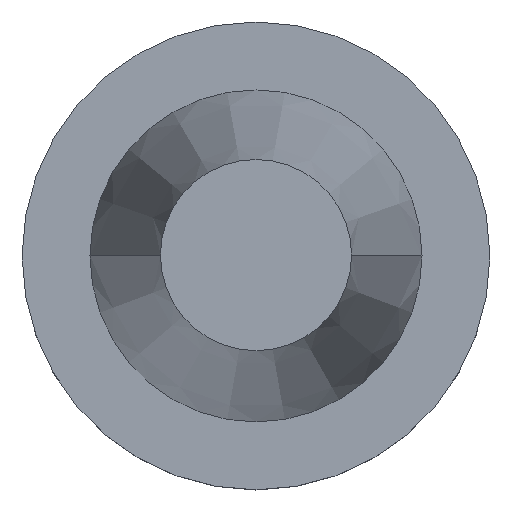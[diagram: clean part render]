
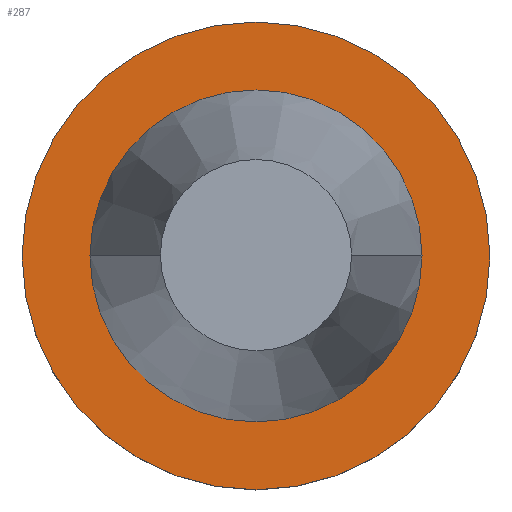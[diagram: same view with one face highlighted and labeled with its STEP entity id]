
A CAD part, top view. The second image highlights one B-rep face of the part: STEP entity #287.
In plain terms, the highlighted planar face has unit normal (0, 0, 1).
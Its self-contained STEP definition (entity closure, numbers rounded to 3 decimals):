
#1 = FACE_BOUND ( 'NONE', #823, .T. ) ;
#8 = CARTESIAN_POINT ( 'NONE',  ( 49.215, 0., -1.5 ) ) ;
#16 = AXIS2_PLACEMENT_3D ( 'NONE', #386, #618, #224 ) ;
#74 = EDGE_CURVE ( 'NONE', #445, #583, #131, .T. ) ;
#85 = CARTESIAN_POINT ( 'NONE',  ( 34.925, 0., -1.5 ) ) ;
#113 = CARTESIAN_POINT ( 'NONE',  ( 0., 0., -1.5 ) ) ;
#120 = DIRECTION ( 'NONE',  ( 0., 0., 1. ) ) ;
#130 = ORIENTED_EDGE ( 'NONE', *, *, #139, .T. ) ;
#131 = CIRCLE ( 'NONE', #595, 49.215 ) ;
#139 = EDGE_CURVE ( 'NONE', #583, #445, #258, .T. ) ;
#150 = AXIS2_PLACEMENT_3D ( 'NONE', #113, #120, #354 ) ;
#224 = DIRECTION ( 'NONE',  ( -1., 0., 0. ) ) ;
#255 = ORIENTED_EDGE ( 'NONE', *, *, #74, .T. ) ;
#258 = CIRCLE ( 'NONE', #835, 49.215 ) ;
#260 = CARTESIAN_POINT ( 'NONE',  ( -49.215, 0., -1.5 ) ) ;
#287 = ADVANCED_FACE ( 'NONE', ( #1, #293 ), #1006, .F. ) ;
#293 = FACE_OUTER_BOUND ( 'NONE', #941, .T. ) ;
#349 = DIRECTION ( 'NONE',  ( 0., 0., 1. ) ) ;
#354 = DIRECTION ( 'NONE',  ( 1., 0., 0. ) ) ;
#386 = CARTESIAN_POINT ( 'NONE',  ( 0., 49.215, -1.5 ) ) ;
#445 = VERTEX_POINT ( 'NONE', #8 ) ;
#494 = CIRCLE ( 'NONE', #150, 34.925 ) ;
#498 = ORIENTED_EDGE ( 'NONE', *, *, #580, .F. ) ;
#520 = ORIENTED_EDGE ( 'NONE', *, *, #656, .F. ) ;
#555 = DIRECTION ( 'NONE',  ( 1., 0., 0. ) ) ;
#559 = VERTEX_POINT ( 'NONE', #979 ) ;
#564 = AXIS2_PLACEMENT_3D ( 'NONE', #775, #769, #847 ) ;
#580 = EDGE_CURVE ( 'NONE', #794, #559, #494, .T. ) ;
#583 = VERTEX_POINT ( 'NONE', #260 ) ;
#595 = AXIS2_PLACEMENT_3D ( 'NONE', #718, #792, #555 ) ;
#618 = DIRECTION ( 'NONE',  ( 0., 0., -1. ) ) ;
#656 = EDGE_CURVE ( 'NONE', #559, #794, #679, .T. ) ;
#660 = DIRECTION ( 'NONE',  ( 1., 0., 0. ) ) ;
#679 = CIRCLE ( 'NONE', #564, 34.925 ) ;
#718 = CARTESIAN_POINT ( 'NONE',  ( 0., 0., -1.5 ) ) ;
#737 = CARTESIAN_POINT ( 'NONE',  ( 0., 0., -1.5 ) ) ;
#769 = DIRECTION ( 'NONE',  ( 0., 0., 1. ) ) ;
#775 = CARTESIAN_POINT ( 'NONE',  ( 0., 0., -1.5 ) ) ;
#792 = DIRECTION ( 'NONE',  ( 0., 0., 1. ) ) ;
#794 = VERTEX_POINT ( 'NONE', #85 ) ;
#823 = EDGE_LOOP ( 'NONE', ( #498, #520 ) ) ;
#835 = AXIS2_PLACEMENT_3D ( 'NONE', #737, #349, #660 ) ;
#847 = DIRECTION ( 'NONE',  ( 1., 0., 0. ) ) ;
#941 = EDGE_LOOP ( 'NONE', ( #255, #130 ) ) ;
#979 = CARTESIAN_POINT ( 'NONE',  ( -34.925, 0., -1.5 ) ) ;
#1006 = PLANE ( 'NONE',  #16 ) ;
